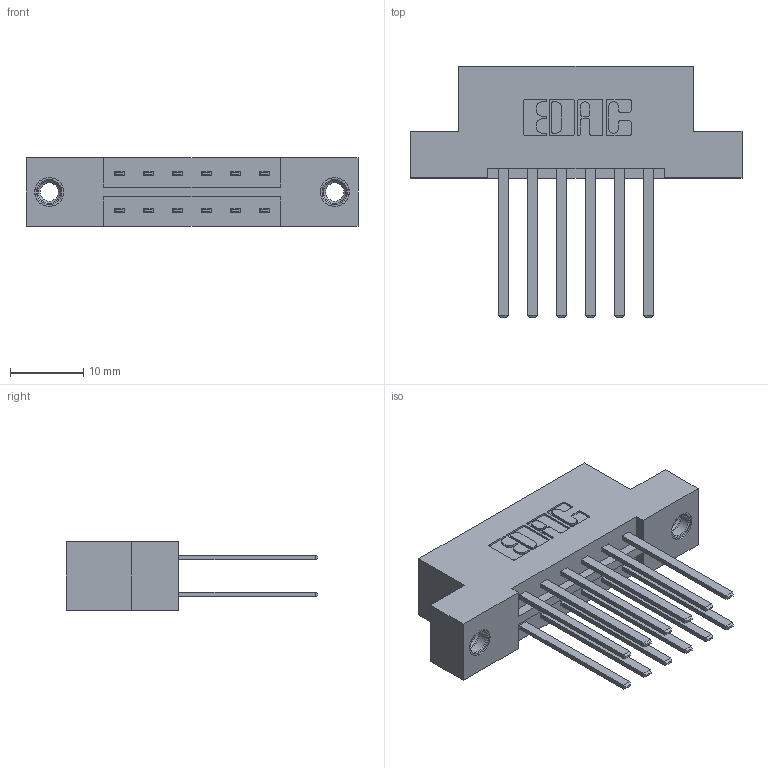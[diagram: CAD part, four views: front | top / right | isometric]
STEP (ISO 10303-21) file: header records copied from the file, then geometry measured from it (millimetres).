
FILE_DESCRIPTION (( 'STEP AP203' ), '1' );
FILE_NAME ('833-012-544-207.STEP', '2020-05-30T22:23:49', ( '' ), ( '' ), 'SwSTEP 2.0', 'SolidWorks 2020', '' );
FILE_SCHEMA (( 'CONFIG_CONTROL_DESIGN' ));
Length unit declared in the file: inch
Products named in the file (4): 833-012-544-207; 833 Part_Flush - .156 Dia - TI; 345-292-001_345-293-144; 345-250-001_345-250-005-103
Assembly tree (15 placements, depth 2):
  833-012-544-207
    833 Part_Flush - .156 Dia - TI
    345-292-001_345-293-144  x12
    345-250-001_345-250-005-103  x2
Bounding box: 45.31 x 34.3 x 9.4 mm (x, y, z)
Volume: 4444.3 mm3; surface area: 5443.2 mm2
Topology: 15 solids, 15 shells, 726 faces, 2091 edges, 1370 vertices
Faces by surface type: plane 486, cylinder 224, cone 12, torus 4
Entity records: 9518 total; most frequent: CARTESIAN_POINT 1601, ORIENTED_EDGE 1530, DIRECTION 1459, EDGE_CURVE 765, LINE 621, VECTOR 621, VERTEX_POINT 504, AXIS2_PLACEMENT_3D 419
